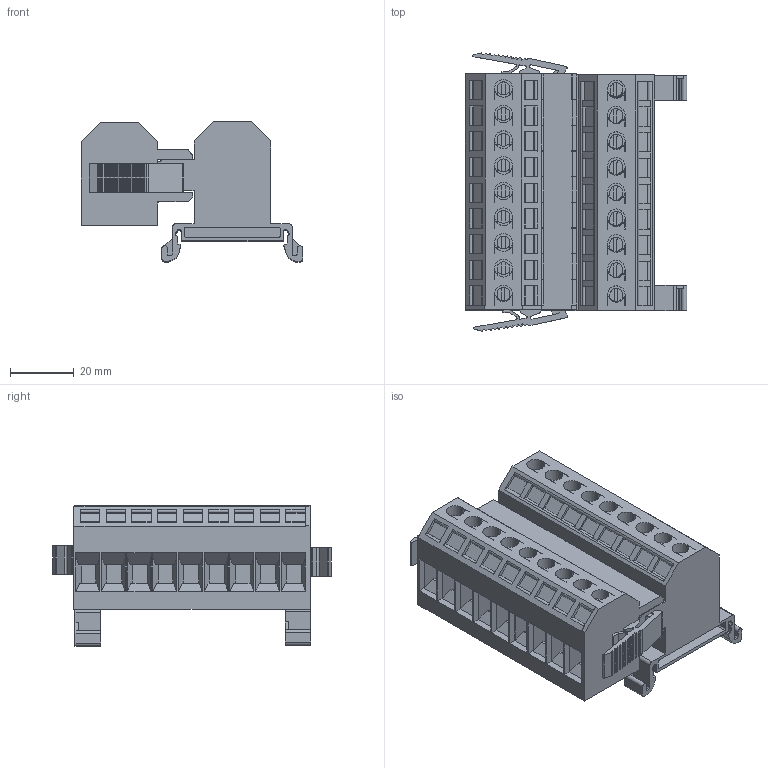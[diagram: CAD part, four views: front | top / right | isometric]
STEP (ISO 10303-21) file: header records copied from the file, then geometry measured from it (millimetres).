
FILE_DESCRIPTION(/* description */ ('Unknown'),/* implementation_level */ '2;1');
FILE_NAME(/* name */ 'PS8M-9W_3D_SOLID',/* time_stamp */ '2025-04-10T10:51:09+05:00',/* author */ ('Unknown'),/* organization */ ('Unknown'),/* preprocessor_version */ 'ST-DEVELOPER v16.7',/* originating_system */ 'Solid Edge',/* authorisation */ 'Unknown');
FILE_SCHEMA (('AUTOMOTIVE_DESIGN {1 0 10303 214 3 1 1}'));
Products named in the file (1): PS8M-9W_3D_SOLID
Bounding box: 69.42 x 87.25 x 44.01 mm (x, y, z)
Volume: 114481.9 mm3; surface area: 35839.7 mm2
Topology: 1 solids, 1 shells, 1739 faces, 5133 edges, 3388 vertices
Faces by surface type: plane 1250, cylinder 435, torus 54
Full cylindrical faces by diameter (mm): 3.5 x9
Entity records: 58173 total; most frequent: CARTESIAN_POINT 10922, ORIENTED_EDGE 10194, DIRECTION 9600, EDGE_CURVE 5097, LINE 3750, VECTOR 3750, VERTEX_POINT 3370, AXIS2_PLACEMENT_3D 2925
